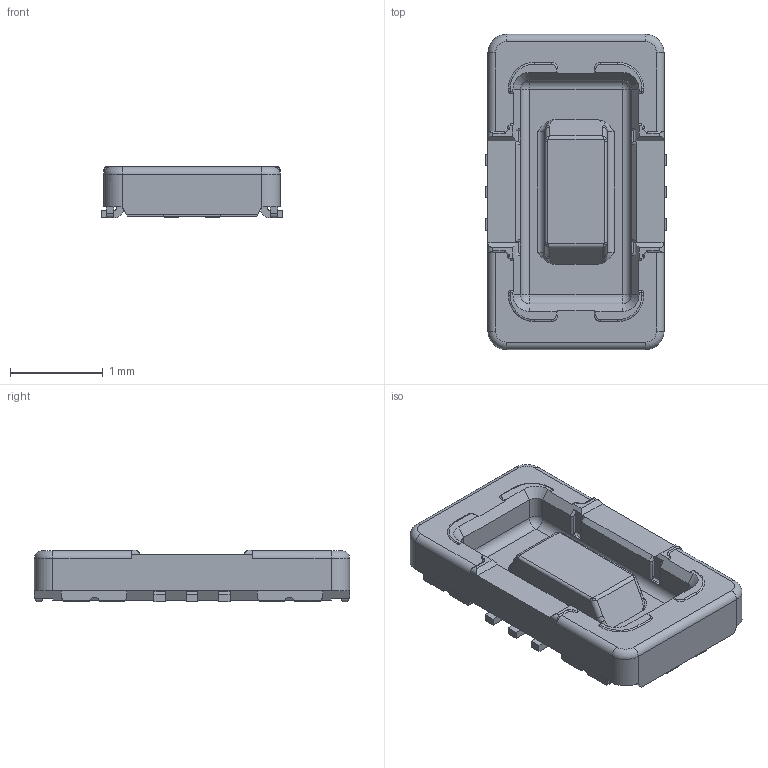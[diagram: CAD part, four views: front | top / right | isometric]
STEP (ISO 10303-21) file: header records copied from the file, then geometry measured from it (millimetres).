
FILE_DESCRIPTION (( 'STEP AP214' ), '1' );
FILE_NAME ('24_5861_006_004_829_+.STEP', '2016-06-02T05:30:56', ( '' ), ( '' ), 'SwSTEP 2.0', 'SolidWorks 2014', '' );
FILE_SCHEMA (( 'AUTOMOTIVE_DESIGN' ));
Length unit declared in the file: millimetre
Products named in the file (1): 24_5861_006_004_829_+
Bounding box: 1.95 x 3.4 x 0.56 mm (x, y, z)
Volume: 2.3 mm3; surface area: 22.3 mm2
Topology: 1 solids, 1 shells, 355 faces, 952 edges, 596 vertices
Faces by surface type: plane 171, cylinder 136, bspline 20, torus 16, sphere 8, cone 4
Entity records: 15127 total; most frequent: CARTESIAN_POINT 2734, ORIENTED_EDGE 1880, DIRECTION 1676, EDGE_CURVE 940, VERTEX_POINT 596, LINE 572, VECTOR 572, AXIS2_PLACEMENT_3D 552
